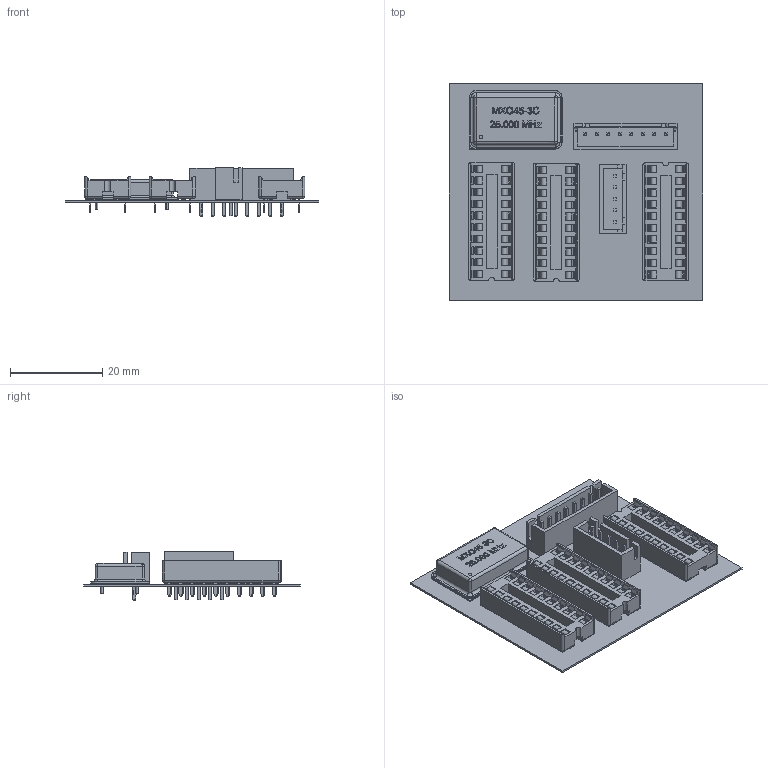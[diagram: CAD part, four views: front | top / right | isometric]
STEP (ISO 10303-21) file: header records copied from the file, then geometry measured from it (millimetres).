
FILE_DESCRIPTION(('Open CASCADE Model'),'2;1');
FILE_NAME('Open CASCADE Shape Model','2023-03-19T20:46:10',('Author'),( 'Open CASCADE'),'Open CASCADE STEP processor 7.5','Open CASCADE 7.5' ,'Unknown');
FILE_SCHEMA(('AUTOMOTIVE_DESIGN { 1 0 10303 214 1 1 1 1 }'));
Length unit declared in the file: millimetre
Products named in the file (13): PCB; Board; Open CASCADE STEP translator 7.5 1.1.1; XTAL; User Library-OSC_DIP-14; J5; User Library-B8B-XH-A; J3; DIP300-skt-flat-20; J2; J1; CN1; B5B-XH-A
Assembly tree (14 placements, depth 3):
  PCB
    Board
      Open CASCADE STEP translator 7.5 1.1.1
    XTAL
      User Library-OSC_DIP-14
    J5
      User Library-B8B-XH-A
    J3
      DIP300-skt-flat-20
    J2
      DIP300-skt-flat-20
    J1
      DIP300-skt-flat-20
    CN1
      B5B-XH-A
Bounding box: 55 x 47 x 10.53 mm (x, y, z)
Volume: 4449.5 mm3; surface area: 14877.1 mm2
Topology: 66 solids, 75 shells, 4131 faces, 9523 edges, 5565 vertices
Faces by surface type: plane 3301, cylinder 774, torus 30, sphere 14, revolution 8, bspline 4
Full cylindrical faces by diameter (mm): 0.888 x5, 0.9 x68, 1.016 x4
Entity records: 62301 total; most frequent: CARTESIAN_POINT 10198, DIRECTION 8331, ORIENTED_EDGE 8258, EDGE_CURVE 4169, LINE 3253, VECTOR 3253, VERTEX_POINT 2549, AXIS2_PLACEMENT_3D 2535
